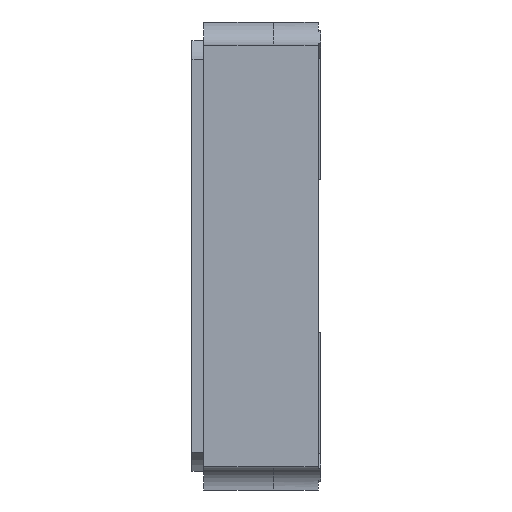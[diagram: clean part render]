
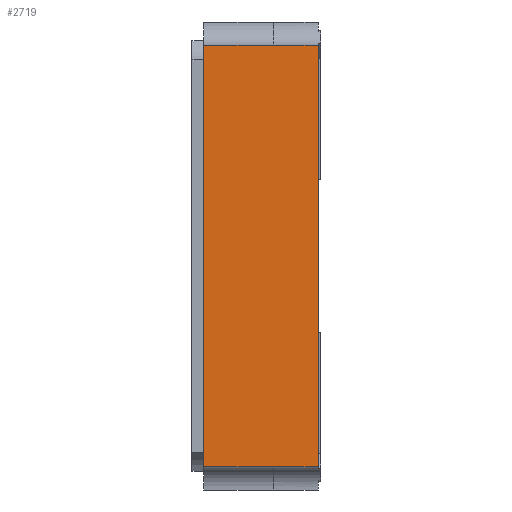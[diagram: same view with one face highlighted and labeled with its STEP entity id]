
A CAD part, left-side view. The second image highlights one B-rep face of the part: STEP entity #2719.
In plain terms, the highlighted planar face has unit normal (-1, 0, 0).
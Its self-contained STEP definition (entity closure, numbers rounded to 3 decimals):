
#218=FACE_OUTER_BOUND('',#371,.T.);
#371=EDGE_LOOP('',(#1876,#1877,#1878,#1879,#1880,#1881));
#543=LINE('',#4409,#800);
#548=LINE('',#4430,#805);
#571=LINE('',#4492,#828);
#578=LINE('',#4507,#835);
#586=LINE('',#4528,#843);
#590=LINE('',#4536,#847);
#800=VECTOR('',#3029,0.299);
#805=VECTOR('',#3048,0.299);
#828=VECTOR('',#3087,1.8);
#835=VECTOR('',#3098,1.8);
#843=VECTOR('',#3116,0.191);
#847=VECTOR('',#3124,0.191);
#1138=VERTEX_POINT('',#4405);
#1140=VERTEX_POINT('',#4408);
#1147=VERTEX_POINT('',#4424);
#1149=VERTEX_POINT('',#4428);
#1179=VERTEX_POINT('',#4489);
#1180=VERTEX_POINT('',#4491);
#1405=EDGE_CURVE('',#1140,#1138,#543,.T.);
#1415=EDGE_CURVE('',#1149,#1147,#548,.T.);
#1445=EDGE_CURVE('',#1180,#1179,#571,.T.);
#1453=EDGE_CURVE('',#1140,#1149,#578,.T.);
#1465=EDGE_CURVE('',#1138,#1180,#586,.T.);
#1470=EDGE_CURVE('',#1147,#1179,#590,.T.);
#1876=ORIENTED_EDGE('',*,*,#1445,.T.);
#1877=ORIENTED_EDGE('',*,*,#1470,.F.);
#1878=ORIENTED_EDGE('',*,*,#1415,.F.);
#1879=ORIENTED_EDGE('',*,*,#1453,.F.);
#1880=ORIENTED_EDGE('',*,*,#1405,.T.);
#1881=ORIENTED_EDGE('',*,*,#1465,.T.);
#2518=PLANE('',#2891);
#2719=ADVANCED_FACE('',(#218),#2518,.F.);
#2891=AXIS2_PLACEMENT_3D('',#4535,#3122,#3123);
#3029=DIRECTION('',(0.,-1.,0.));
#3048=DIRECTION('',(0.,-1.,0.));
#3087=DIRECTION('',(0.,0.,1.));
#3098=DIRECTION('',(0.,0.,1.));
#3116=DIRECTION('',(0.,-1.,0.));
#3122=DIRECTION('center_axis',(1.,0.,0.));
#3123=DIRECTION('ref_axis',(0.,0.,-1.));
#3124=DIRECTION('',(0.,-1.,0.));
#4405=CARTESIAN_POINT('',(-1.25,0.201,-0.9));
#4408=CARTESIAN_POINT('',(-1.25,0.5,-0.9));
#4409=CARTESIAN_POINT('',(-1.25,0.5,-0.9));
#4424=CARTESIAN_POINT('',(-1.25,0.201,0.9));
#4428=CARTESIAN_POINT('',(-1.25,0.5,0.9));
#4430=CARTESIAN_POINT('',(-1.25,0.5,0.9));
#4489=CARTESIAN_POINT('',(-1.25,0.01,0.9));
#4491=CARTESIAN_POINT('',(-1.25,0.01,-0.9));
#4492=CARTESIAN_POINT('',(-1.25,0.01,-0.9));
#4507=CARTESIAN_POINT('',(-1.25,0.5,-0.9));
#4528=CARTESIAN_POINT('',(-1.25,0.5,-0.9));
#4535=CARTESIAN_POINT('Origin',(-1.25,0.5,-0.9));
#4536=CARTESIAN_POINT('',(-1.25,0.5,0.9));
